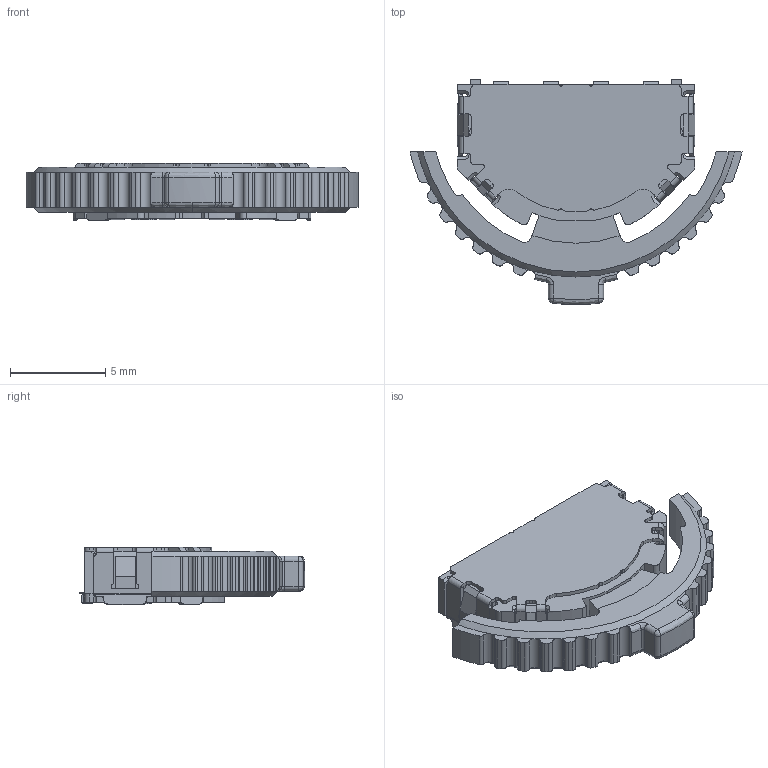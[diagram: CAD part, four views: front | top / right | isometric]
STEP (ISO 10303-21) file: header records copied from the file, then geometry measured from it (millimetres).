
FILE_DESCRIPTION (( 'STEP AP214' ), '1' );
FILE_NAME ('SLLB510100_SCALED_CROP.STEP', '2022-04-27T12:11:38', ( '' ), ( '' ), 'SwSTEP 2.0', 'SolidWorks 2021', '' );
FILE_SCHEMA (( 'AUTOMOTIVE_DESIGN' ));
Length unit declared in the file: millimetre
Products named in the file (1): SLLB510100_SCALED_CROP
Bounding box: 17.45 x 11.84 x 3.02 mm (x, y, z)
Volume: 312.9 mm3; surface area: 527.5 mm2
Topology: 1 solids, 1 shells, 637 faces, 1818 edges, 1167 vertices
Faces by surface type: plane 345, cylinder 259, bspline 19, cone 14
Entity records: 25936 total; most frequent: CARTESIAN_POINT 4242, ORIENTED_EDGE 3636, DIRECTION 3590, EDGE_CURVE 1818, AXIS2_PLACEMENT_3D 1235, VERTEX_POINT 1167, LINE 1120, VECTOR 1120
